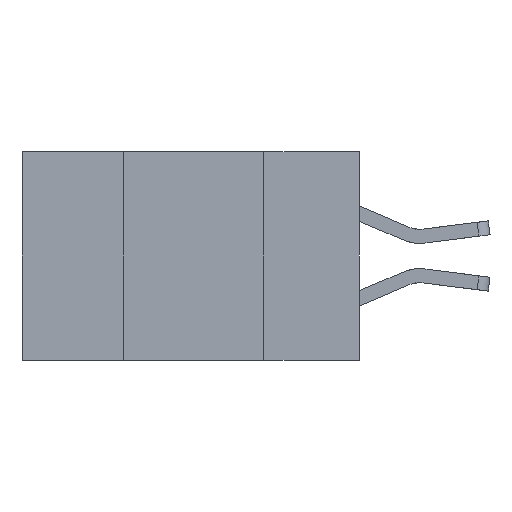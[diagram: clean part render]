
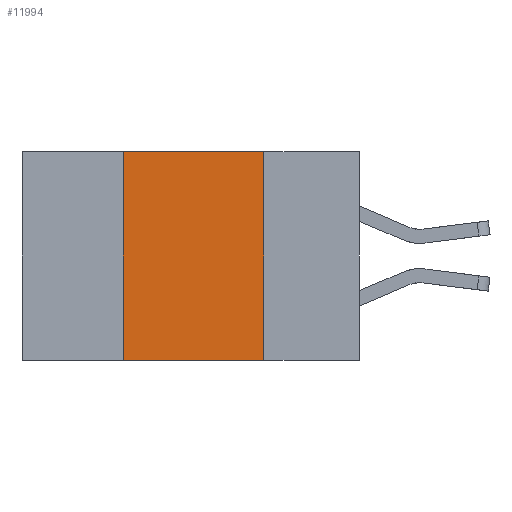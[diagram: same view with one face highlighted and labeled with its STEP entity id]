
A CAD part, left-side view. The second image highlights one B-rep face of the part: STEP entity #11994.
In plain terms, the highlighted planar face has unit normal (-1, 0, 0).
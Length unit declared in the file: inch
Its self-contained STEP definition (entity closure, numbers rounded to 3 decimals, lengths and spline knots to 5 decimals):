
#859 = EDGE_CURVE ( 'NONE', #2690, #8040, #6578, .T. ) ;
#1146 = LINE ( 'NONE', #8682, #11453 ) ;
#1741 = CARTESIAN_POINT ( 'NONE',  ( 0., 0.6, 0. ) ) ;
#1746 = DIRECTION ( 'NONE',  ( 0., -1., 0. ) ) ;
#2026 = DIRECTION ( 'NONE',  ( 0., 0., -1. ) ) ;
#2267 = VECTOR ( 'NONE', #10776, 39.37008 ) ;
#2690 = VERTEX_POINT ( 'NONE', #10219 ) ;
#2993 = LINE ( 'NONE', #5505, #16271 ) ;
#3490 = CARTESIAN_POINT ( 'NONE',  ( 0., 0.17, -0.37 ) ) ;
#4600 = PLANE ( 'NONE',  #9001 ) ;
#4716 = DIRECTION ( 'NONE',  ( 0., 0., -1. ) ) ;
#4724 = CARTESIAN_POINT ( 'NONE',  ( 0., 0.17, 0. ) ) ;
#5030 = VECTOR ( 'NONE', #14633, 39.37008 ) ;
#5505 = CARTESIAN_POINT ( 'NONE',  ( 0., 0.6, -0.37 ) ) ;
#5673 = LINE ( 'NONE', #1741, #2267 ) ;
#6578 = LINE ( 'NONE', #10815, #5030 ) ;
#7113 = ORIENTED_EDGE ( 'NONE', *, *, #10605, .F. ) ;
#8040 = VERTEX_POINT ( 'NONE', #14744 ) ;
#8215 = ORIENTED_EDGE ( 'NONE', *, *, #9041, .F. ) ;
#8682 = CARTESIAN_POINT ( 'NONE',  ( 0., 0.17, 0. ) ) ;
#8736 = CARTESIAN_POINT ( 'NONE',  ( 0., 0.6, 0. ) ) ;
#9001 = AXIS2_PLACEMENT_3D ( 'NONE', #8736, #12208, #2026 ) ;
#9041 = EDGE_CURVE ( 'NONE', #8040, #11284, #5673, .T. ) ;
#9247 = EDGE_LOOP ( 'NONE', ( #7113, #8215, #13117, #15000 ) ) ;
#10219 = CARTESIAN_POINT ( 'NONE',  ( 0., 0.42, -0.37 ) ) ;
#10605 = EDGE_CURVE ( 'NONE', #11284, #11354, #1146, .T. ) ;
#10776 = DIRECTION ( 'NONE',  ( 0., -1., 0. ) ) ;
#10815 = CARTESIAN_POINT ( 'NONE',  ( 0., 0.42, 0. ) ) ;
#11284 = VERTEX_POINT ( 'NONE', #4724 ) ;
#11354 = VERTEX_POINT ( 'NONE', #3490 ) ;
#11453 = VECTOR ( 'NONE', #4716, 39.37008 ) ;
#11994 = ADVANCED_FACE ( 'NONE', ( #11999 ), #4600, .F. ) ;
#11999 = FACE_OUTER_BOUND ( 'NONE', #9247, .T. ) ;
#12208 = DIRECTION ( 'NONE',  ( 1., 0., 0. ) ) ;
#13117 = ORIENTED_EDGE ( 'NONE', *, *, #859, .F. ) ;
#14633 = DIRECTION ( 'NONE',  ( 0., 0., 1. ) ) ;
#14744 = CARTESIAN_POINT ( 'NONE',  ( 0., 0.42, 0. ) ) ;
#15000 = ORIENTED_EDGE ( 'NONE', *, *, #15318, .T. ) ;
#15318 = EDGE_CURVE ( 'NONE', #2690, #11354, #2993, .T. ) ;
#16271 = VECTOR ( 'NONE', #1746, 39.37008 ) ;
